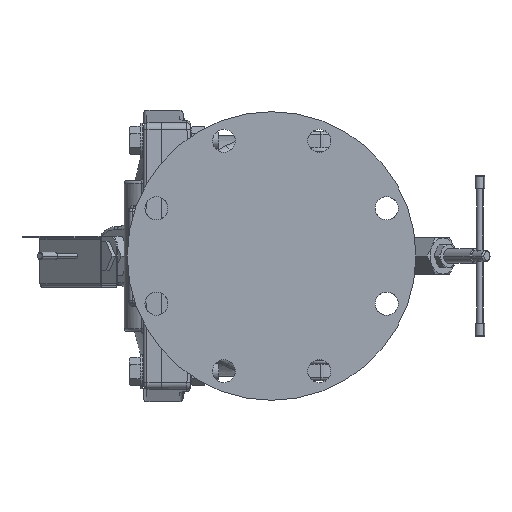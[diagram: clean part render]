
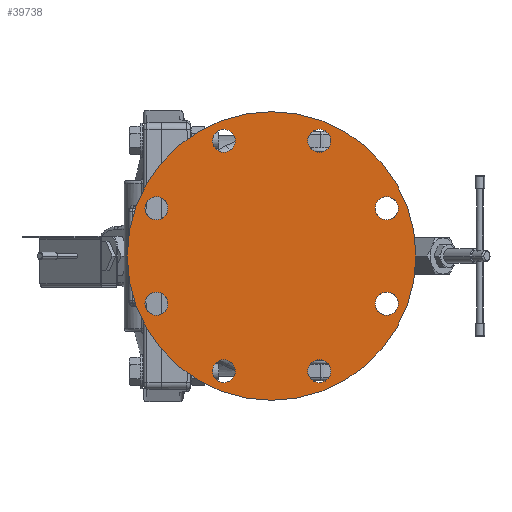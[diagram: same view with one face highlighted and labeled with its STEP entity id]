
A CAD part, left-side view. The second image highlights one B-rep face of the part: STEP entity #39738.
In plain terms, the highlighted planar face has unit normal (-1, 0, 0).
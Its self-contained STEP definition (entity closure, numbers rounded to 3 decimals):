
#10072=CARTESIAN_POINT('',(-7.,0.,0.));
#10073=DIRECTION('',(1.,0.,0.));
#10074=DIRECTION('',(0.,-1.,0.));
#10075=AXIS2_PLACEMENT_3D('',#10072,#10073,#10074);
#10090=CARTESIAN_POINT('',(-7.,-4.388,1.818));
#10091=DIRECTION('',(1.,0.,0.));
#10092=DIRECTION('',(0.,0.,-1.));
#10093=AXIS2_PLACEMENT_3D('',#10090,#10091,#10092);
#10095=CARTESIAN_POINT('',(-7.,-4.388,1.818));
#10096=DIRECTION('',(1.,0.,0.));
#10097=DIRECTION('',(0.,0.,1.));
#10098=AXIS2_PLACEMENT_3D('',#10095,#10096,#10097);
#10100=CARTESIAN_POINT('',(-7.,-1.818,4.388));
#10101=DIRECTION('',(1.,0.,0.));
#10102=DIRECTION('',(0.,0.,-1.));
#10103=AXIS2_PLACEMENT_3D('',#10100,#10101,#10102);
#10105=CARTESIAN_POINT('',(-7.,-1.818,4.388));
#10106=DIRECTION('',(1.,0.,0.));
#10107=DIRECTION('',(0.,0.,1.));
#10108=AXIS2_PLACEMENT_3D('',#10105,#10106,#10107);
#10110=CARTESIAN_POINT('',(-7.,1.818,-4.388));
#10111=DIRECTION('',(1.,0.,0.));
#10112=DIRECTION('',(0.,0.,-1.));
#10113=AXIS2_PLACEMENT_3D('',#10110,#10111,#10112);
#10115=CARTESIAN_POINT('',(-7.,1.818,-4.388));
#10116=DIRECTION('',(1.,0.,0.));
#10117=DIRECTION('',(0.,0.,1.));
#10118=AXIS2_PLACEMENT_3D('',#10115,#10116,#10117);
#10120=CARTESIAN_POINT('',(-7.,4.388,-1.818));
#10121=DIRECTION('',(1.,0.,0.));
#10122=DIRECTION('',(0.,0.,-1.));
#10123=AXIS2_PLACEMENT_3D('',#10120,#10121,#10122);
#10125=CARTESIAN_POINT('',(-7.,4.388,-1.818));
#10126=DIRECTION('',(1.,0.,0.));
#10127=DIRECTION('',(0.,0.,1.));
#10128=AXIS2_PLACEMENT_3D('',#10125,#10126,#10127);
#10130=CARTESIAN_POINT('',(-7.,1.818,4.388));
#10131=DIRECTION('',(1.,0.,0.));
#10132=DIRECTION('',(0.,0.,-1.));
#10133=AXIS2_PLACEMENT_3D('',#10130,#10131,#10132);
#10135=CARTESIAN_POINT('',(-7.,1.818,4.388));
#10136=DIRECTION('',(1.,0.,0.));
#10137=DIRECTION('',(0.,0.,1.));
#10138=AXIS2_PLACEMENT_3D('',#10135,#10136,#10137);
#10140=CARTESIAN_POINT('',(-7.,-1.818,-4.388));
#10141=DIRECTION('',(1.,0.,0.));
#10142=DIRECTION('',(0.,0.,-1.));
#10143=AXIS2_PLACEMENT_3D('',#10140,#10141,#10142);
#10145=CARTESIAN_POINT('',(-7.,-1.818,-4.388));
#10146=DIRECTION('',(1.,0.,0.));
#10147=DIRECTION('',(0.,0.,1.));
#10148=AXIS2_PLACEMENT_3D('',#10145,#10146,#10147);
#10150=CARTESIAN_POINT('',(-7.,-4.388,-1.818));
#10151=DIRECTION('',(1.,0.,0.));
#10152=DIRECTION('',(0.,0.,-1.));
#10153=AXIS2_PLACEMENT_3D('',#10150,#10151,#10152);
#10155=CARTESIAN_POINT('',(-7.,-4.388,-1.818));
#10156=DIRECTION('',(1.,0.,0.));
#10157=DIRECTION('',(0.,0.,1.));
#10158=AXIS2_PLACEMENT_3D('',#10155,#10156,#10157);
#10160=CARTESIAN_POINT('',(-7.,4.388,1.818));
#10161=DIRECTION('',(1.,0.,0.));
#10162=DIRECTION('',(0.,0.,-1.));
#10163=AXIS2_PLACEMENT_3D('',#10160,#10161,#10162);
#10165=CARTESIAN_POINT('',(-7.,4.388,1.818));
#10166=DIRECTION('',(1.,0.,0.));
#10167=DIRECTION('',(0.,0.,1.));
#10168=AXIS2_PLACEMENT_3D('',#10165,#10166,#10167);
#10170=CARTESIAN_POINT('',(-7.,0.,0.));
#10171=DIRECTION('',(1.,0.,0.));
#10172=DIRECTION('',(0.,1.,0.));
#10173=AXIS2_PLACEMENT_3D('',#10170,#10171,#10172);
#27662=CARTESIAN_POINT('',(-7.,5.5,0.));
#27663=CARTESIAN_POINT('',(-7.,-5.5,0.));
#27664=VERTEX_POINT('',#27662);
#27665=VERTEX_POINT('',#27663);
#29206=CARTESIAN_POINT('',(-7.,-4.388,1.38));
#29208=VERTEX_POINT('',#29206);
#29210=CARTESIAN_POINT('',(-7.,-4.388,2.255));
#29212=VERTEX_POINT('',#29210);
#29214=CARTESIAN_POINT('',(-7.,-1.818,3.951));
#29216=VERTEX_POINT('',#29214);
#29218=CARTESIAN_POINT('',(-7.,-1.818,4.826));
#29220=VERTEX_POINT('',#29218);
#29222=CARTESIAN_POINT('',(-7.,1.818,-4.826));
#29224=VERTEX_POINT('',#29222);
#29226=CARTESIAN_POINT('',(-7.,1.818,-3.951));
#29228=VERTEX_POINT('',#29226);
#29230=CARTESIAN_POINT('',(-7.,4.388,-2.255));
#29232=VERTEX_POINT('',#29230);
#29234=CARTESIAN_POINT('',(-7.,4.388,-1.38));
#29236=VERTEX_POINT('',#29234);
#29238=CARTESIAN_POINT('',(-7.,1.818,3.951));
#29240=VERTEX_POINT('',#29238);
#29242=CARTESIAN_POINT('',(-7.,1.818,4.826));
#29244=VERTEX_POINT('',#29242);
#29246=CARTESIAN_POINT('',(-7.,-1.818,-4.826));
#29248=VERTEX_POINT('',#29246);
#29250=CARTESIAN_POINT('',(-7.,-1.818,-3.951));
#29252=VERTEX_POINT('',#29250);
#29254=CARTESIAN_POINT('',(-7.,-4.388,-2.255));
#29256=VERTEX_POINT('',#29254);
#29258=CARTESIAN_POINT('',(-7.,-4.388,-1.38));
#29260=VERTEX_POINT('',#29258);
#29262=CARTESIAN_POINT('',(-7.,4.388,1.38));
#29264=VERTEX_POINT('',#29262);
#29266=CARTESIAN_POINT('',(-7.,4.388,2.255));
#29268=VERTEX_POINT('',#29266);
#39680=CARTESIAN_POINT('',(-7.,-5.5,-6.375));
#39681=DIRECTION('',(1.,0.,0.));
#39682=DIRECTION('',(0.,1.,0.));
#39683=AXIS2_PLACEMENT_3D('',#39680,#39681,#39682);
#39684=PLANE('',#39683);
#39686=ORIENTED_EDGE('',*,*,#39685,.T.);
#39687=ORIENTED_EDGE('',*,*,#39670,.T.);
#39688=EDGE_LOOP('',(#39686,#39687));
#39689=FACE_OUTER_BOUND('',#39688,.F.);
#39691=ORIENTED_EDGE('',*,*,#39690,.F.);
#39693=ORIENTED_EDGE('',*,*,#39692,.F.);
#39694=EDGE_LOOP('',(#39691,#39693));
#39695=FACE_BOUND('',#39694,.F.);
#39697=ORIENTED_EDGE('',*,*,#39696,.F.);
#39699=ORIENTED_EDGE('',*,*,#39698,.F.);
#39700=EDGE_LOOP('',(#39697,#39699));
#39701=FACE_BOUND('',#39700,.F.);
#39703=ORIENTED_EDGE('',*,*,#39702,.F.);
#39705=ORIENTED_EDGE('',*,*,#39704,.F.);
#39706=EDGE_LOOP('',(#39703,#39705));
#39707=FACE_BOUND('',#39706,.F.);
#39709=ORIENTED_EDGE('',*,*,#39708,.F.);
#39711=ORIENTED_EDGE('',*,*,#39710,.F.);
#39712=EDGE_LOOP('',(#39709,#39711));
#39713=FACE_BOUND('',#39712,.F.);
#39715=ORIENTED_EDGE('',*,*,#39714,.F.);
#39717=ORIENTED_EDGE('',*,*,#39716,.F.);
#39718=EDGE_LOOP('',(#39715,#39717));
#39719=FACE_BOUND('',#39718,.F.);
#39721=ORIENTED_EDGE('',*,*,#39720,.F.);
#39723=ORIENTED_EDGE('',*,*,#39722,.F.);
#39724=EDGE_LOOP('',(#39721,#39723));
#39725=FACE_BOUND('',#39724,.F.);
#39727=ORIENTED_EDGE('',*,*,#39726,.F.);
#39729=ORIENTED_EDGE('',*,*,#39728,.F.);
#39730=EDGE_LOOP('',(#39727,#39729));
#39731=FACE_BOUND('',#39730,.F.);
#39733=ORIENTED_EDGE('',*,*,#39732,.F.);
#39735=ORIENTED_EDGE('',*,*,#39734,.F.);
#39736=EDGE_LOOP('',(#39733,#39735));
#39737=FACE_BOUND('',#39736,.F.);
#39738=ADVANCED_FACE('',(#39689,#39695,#39701,#39707,#39713,#39719,#39725,
#39731,#39737),#39684,.F.);
#10076=CIRCLE('',#10075,5.5);
#10094=CIRCLE('',#10093,0.438);
#10099=CIRCLE('',#10098,0.438);
#10104=CIRCLE('',#10103,0.438);
#10109=CIRCLE('',#10108,0.438);
#10114=CIRCLE('',#10113,0.438);
#10119=CIRCLE('',#10118,0.438);
#10124=CIRCLE('',#10123,0.438);
#10129=CIRCLE('',#10128,0.438);
#10134=CIRCLE('',#10133,0.438);
#10139=CIRCLE('',#10138,0.438);
#10144=CIRCLE('',#10143,0.438);
#10149=CIRCLE('',#10148,0.438);
#10154=CIRCLE('',#10153,0.438);
#10159=CIRCLE('',#10158,0.438);
#10164=CIRCLE('',#10163,0.438);
#10169=CIRCLE('',#10168,0.438);
#10174=CIRCLE('',#10173,5.5);
#39670=EDGE_CURVE('',#27665,#27664,#10076,.T.);
#39685=EDGE_CURVE('',#27664,#27665,#10174,.T.);
#39690=EDGE_CURVE('',#29208,#29212,#10094,.T.);
#39692=EDGE_CURVE('',#29212,#29208,#10099,.T.);
#39696=EDGE_CURVE('',#29216,#29220,#10104,.T.);
#39698=EDGE_CURVE('',#29220,#29216,#10109,.T.);
#39702=EDGE_CURVE('',#29224,#29228,#10114,.T.);
#39704=EDGE_CURVE('',#29228,#29224,#10119,.T.);
#39708=EDGE_CURVE('',#29232,#29236,#10124,.T.);
#39710=EDGE_CURVE('',#29236,#29232,#10129,.T.);
#39714=EDGE_CURVE('',#29240,#29244,#10134,.T.);
#39716=EDGE_CURVE('',#29244,#29240,#10139,.T.);
#39720=EDGE_CURVE('',#29248,#29252,#10144,.T.);
#39722=EDGE_CURVE('',#29252,#29248,#10149,.T.);
#39726=EDGE_CURVE('',#29256,#29260,#10154,.T.);
#39728=EDGE_CURVE('',#29260,#29256,#10159,.T.);
#39732=EDGE_CURVE('',#29264,#29268,#10164,.T.);
#39734=EDGE_CURVE('',#29268,#29264,#10169,.T.);
